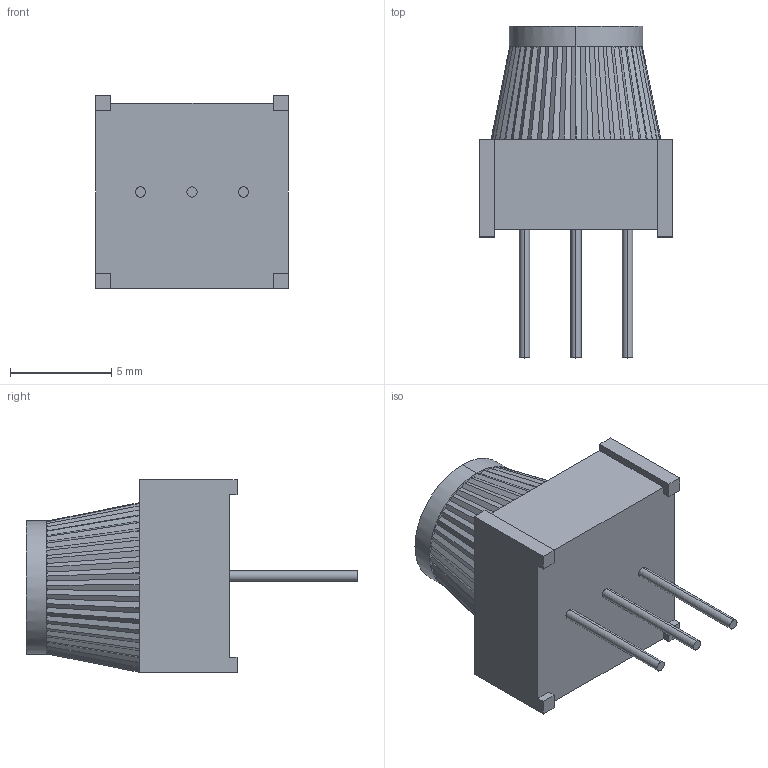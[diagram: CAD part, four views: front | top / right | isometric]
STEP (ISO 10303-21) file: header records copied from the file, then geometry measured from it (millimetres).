
FILE_DESCRIPTION (( 'STEP AP214' ), '1' );
FILE_NAME ('COM-09806.STEP', '2024-11-22T18:10:28', ( '' ), ( '' ), 'SwSTEP 2.0', 'SolidWorks 2021', '' );
FILE_SCHEMA (( 'AUTOMOTIVE_DESIGN' ));
Length unit declared in the file: inch
Products named in the file (1): COM-09806
Bounding box: 9.53 x 16.38 x 9.53 mm (x, y, z)
Volume: 613.3 mm3; surface area: 633.2 mm2
Topology: 5 solids, 5 shells, 588 faces, 1410 edges, 834 vertices
Faces by surface type: plane 488, cone 90, cylinder 10
Entity records: 16553 total; most frequent: CARTESIAN_POINT 3373, ORIENTED_EDGE 2820, DIRECTION 2517, EDGE_CURVE 1410, VECTOR 1121, LINE 1121, VERTEX_POINT 834, AXIS2_PLACEMENT_3D 698
